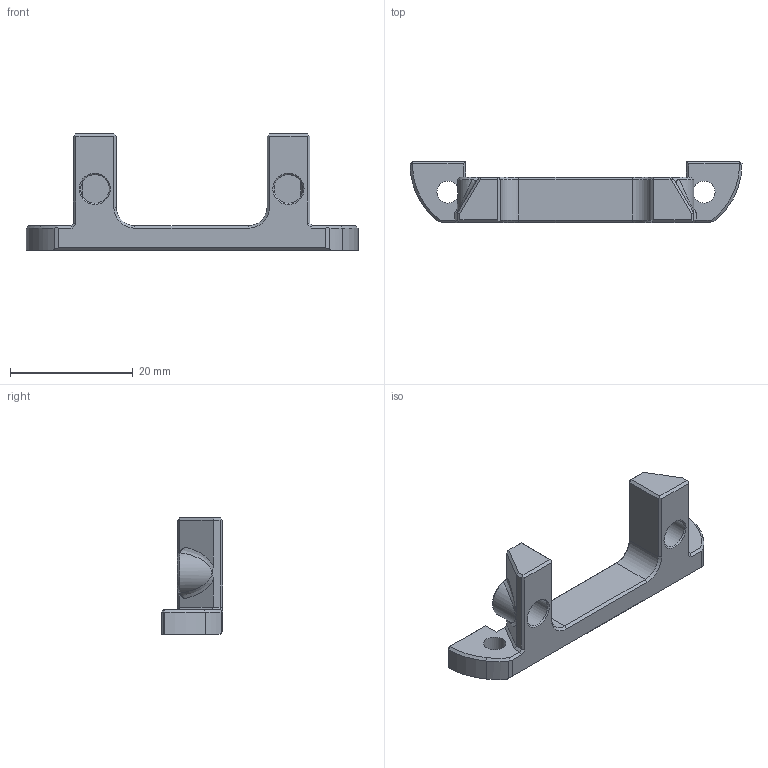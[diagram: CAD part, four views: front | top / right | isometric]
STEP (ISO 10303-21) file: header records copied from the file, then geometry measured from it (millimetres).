
FILE_DESCRIPTION(/* description */ (''),/* implementation_level */ '2;1');
FILE_NAME(/* name */ 'dragonburner_beacon_mount_V2.0.stp',/* time_stamp */ '2024-01-03T06:26:12+11:00',/* author */ ('Main-PC'),/* organization */ (''),/* preprocessor_version */ 'ST-DEVELOPER v20',/* originating_system */ 'Autodesk Inventor 2024',/* authorisation */ '');
FILE_SCHEMA (('AUTOMOTIVE_DESIGN { 1 0 10303 214 3 1 1 }'));
Length unit declared in the file: millimetre
Products named in the file (1): dragonburner_beacon_mount_V2.0
Bounding box: 54.2 x 9.97 x 19 mm (x, y, z)
Volume: 2802.9 mm3; surface area: 2249.7 mm2
Topology: 1 solids, 1 shells, 106 faces, 261 edges, 158 vertices
Faces by surface type: plane 77, cylinder 12, cone 12, bspline 5
Full cylindrical faces by diameter (mm): 3.6 x2, 4.7 x2
Entity records: 3270 total; most frequent: CARTESIAN_POINT 767, ORIENTED_EDGE 518, DIRECTION 491, EDGE_CURVE 259, LINE 185, VECTOR 185, VERTEX_POINT 157, AXIS2_PLACEMENT_3D 153
